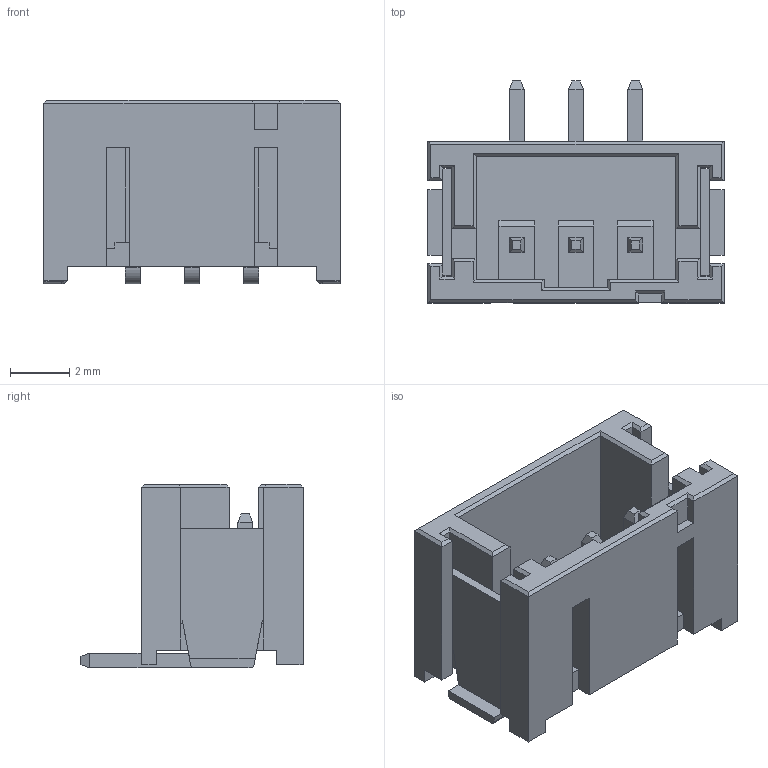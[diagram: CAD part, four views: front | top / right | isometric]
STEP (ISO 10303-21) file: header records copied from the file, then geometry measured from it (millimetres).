
FILE_DESCRIPTION (( 'STEP AP214' ), '1' );
FILE_NAME ('CONN-SMD_3P-P2.00_XUNPU_WAFER-PH2.0-3PLB.STEP', '2022-06-30T13:18:42', ( '' ), ( '' ), 'SwSTEP 2.0', 'SolidWorks 2020', '' );
FILE_SCHEMA (( 'AUTOMOTIVE_DESIGN' ));
Length unit declared in the file: millimetre
Products named in the file (1): CONN-SMD_3P-P2.00_XUNPU_WAFER-PH2.0-3PLB
Bounding box: 10 x 7.5 x 6.2 mm (x, y, z)
Volume: 143.1 mm3; surface area: 563.6 mm2
Topology: 3 solids, 3 shells, 458 faces, 1219 edges, 788 vertices
Faces by surface type: plane 340, bspline 102, cylinder 16
Entity records: 19593 total; most frequent: CARTESIAN_POINT 3852, ORIENTED_EDGE 2438, DIRECTION 1745, EDGE_CURVE 1219, VECTOR 983, LINE 983, VERTEX_POINT 788, EDGE_LOOP 483
